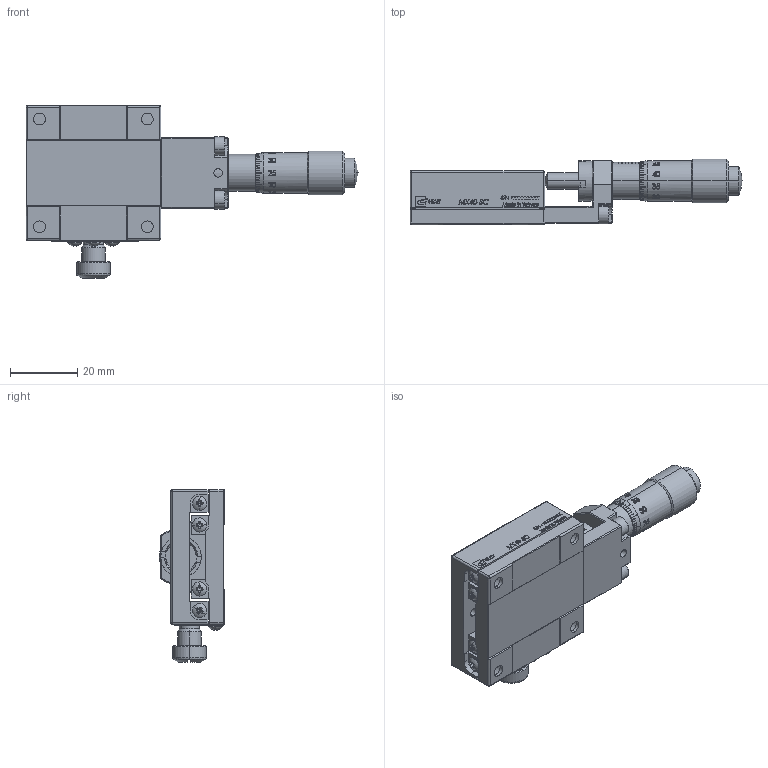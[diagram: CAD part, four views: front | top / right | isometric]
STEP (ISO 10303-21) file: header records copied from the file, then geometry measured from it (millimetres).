
FILE_DESCRIPTION (( 'STEP AP203' ), '1' );
FILE_NAME ('MX40-SC(«¬¿ý).STEP', '2013-05-06T08:42:50', ( '123' ), ( '' ), 'SwSTEP 2.0', 'SolidWorks 2013', '' );
FILE_SCHEMA (( 'CONFIG_CONTROL_DESIGN' ));
Length unit declared in the file: millimetre
Products named in the file (3): Group2^MX40-SC(型錄); MX40-SC(型錄); Group1^MX40-SC(型錄)
Assembly tree (2 placements, depth 2):
  MX40-SC(型錄)
    Group1^MX40-SC(型錄)
    Group2^MX40-SC(型錄)
Bounding box: 98.5 x 19.5 x 51.3 mm (x, y, z)
Volume: 29766.9 mm3; surface area: 17273.7 mm2
Topology: 15 solids, 15 shells, 1798 faces, 4752 edges, 3065 vertices
Faces by surface type: plane 978, bspline 389, cylinder 275, cone 100, sphere 32, torus 24
Entity records: 83776 total; most frequent: CARTESIAN_POINT 40983, ORIENTED_EDGE 9440, DIRECTION 7885, EDGE_CURVE 4720, VERTEX_POINT 3065, AXIS2_PLACEMENT_3D 2662, VECTOR 2561, LINE 2561
